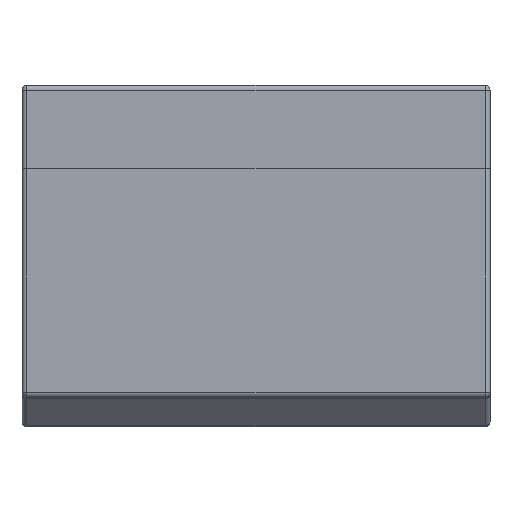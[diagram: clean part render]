
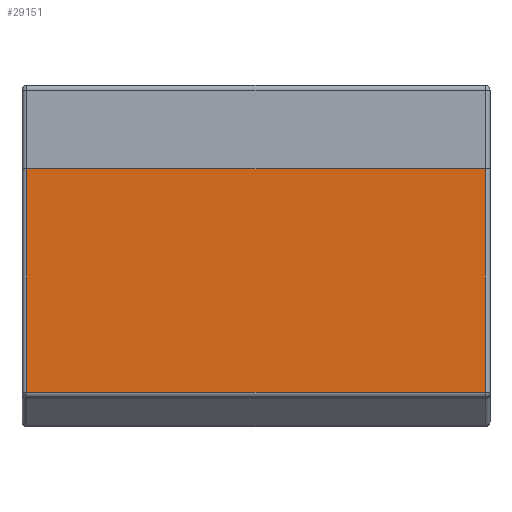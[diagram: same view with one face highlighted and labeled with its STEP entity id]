
A CAD part, front view. The second image highlights one B-rep face of the part: STEP entity #29151.
In plain terms, the highlighted planar face has unit normal (0, -1, 0).
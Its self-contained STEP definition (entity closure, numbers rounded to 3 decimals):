
#4326=FACE_OUTER_BOUND('',#6115,.T.);
#6115=EDGE_LOOP('',(#26281,#26282,#26283,#26284));
#8752=LINE('',#49922,#11378);
#8753=LINE('',#49924,#11379);
#8754=LINE('',#49926,#11380);
#8755=LINE('',#49927,#11381);
#11378=VECTOR('',#41107,10.);
#11379=VECTOR('',#41108,10.);
#11380=VECTOR('',#41109,10.);
#11381=VECTOR('',#41110,10.);
#14009=VERTEX_POINT('',#49914);
#14012=VERTEX_POINT('',#49921);
#14013=VERTEX_POINT('',#49923);
#14014=VERTEX_POINT('',#49925);
#18167=EDGE_CURVE('',#14012,#14009,#8752,.T.);
#18168=EDGE_CURVE('',#14013,#14009,#8753,.T.);
#18169=EDGE_CURVE('',#14014,#14013,#8754,.T.);
#18170=EDGE_CURVE('',#14014,#14012,#8755,.T.);
#26281=ORIENTED_EDGE('',*,*,#18167,.T.);
#26282=ORIENTED_EDGE('',*,*,#18168,.F.);
#26283=ORIENTED_EDGE('',*,*,#18169,.F.);
#26284=ORIENTED_EDGE('',*,*,#18170,.T.);
#27572=PLANE('',#32317);
#29151=ADVANCED_FACE('',(#4326),#27572,.T.);
#32317=AXIS2_PLACEMENT_3D('',#49920,#41105,#41106);
#41105=DIRECTION('center_axis',(0.,-1.,0.));
#41106=DIRECTION('ref_axis',(-1.,0.,0.));
#41107=DIRECTION('',(0.,0.,-1.));
#41108=DIRECTION('',(-1.,0.,0.));
#41109=DIRECTION('',(0.,0.,-1.));
#41110=DIRECTION('',(-1.,0.,0.));
#49914=CARTESIAN_POINT('',(7.766,-47.333,-116.789));
#49920=CARTESIAN_POINT('Origin',(194.666,-47.333,-25.487));
#49921=CARTESIAN_POINT('',(7.766,-47.333,-25.487));
#49922=CARTESIAN_POINT('',(7.766,-47.333,-25.487));
#49923=CARTESIAN_POINT('',(194.666,-47.333,-116.789));
#49924=CARTESIAN_POINT('',(195.666,-47.333,-116.789));
#49925=CARTESIAN_POINT('',(194.666,-47.333,-25.487));
#49926=CARTESIAN_POINT('',(194.666,-47.333,-25.487));
#49927=CARTESIAN_POINT('',(194.666,-47.333,-25.487));
